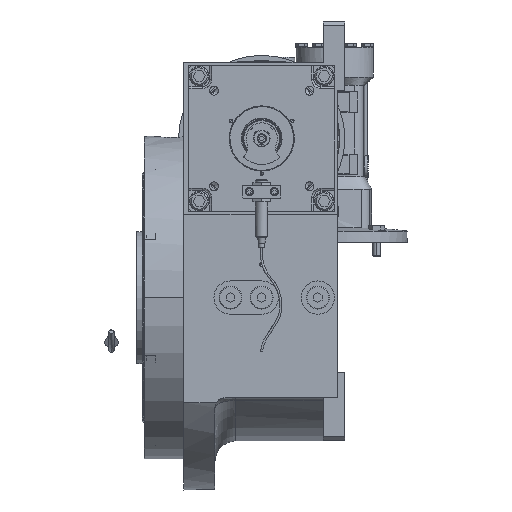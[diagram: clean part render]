
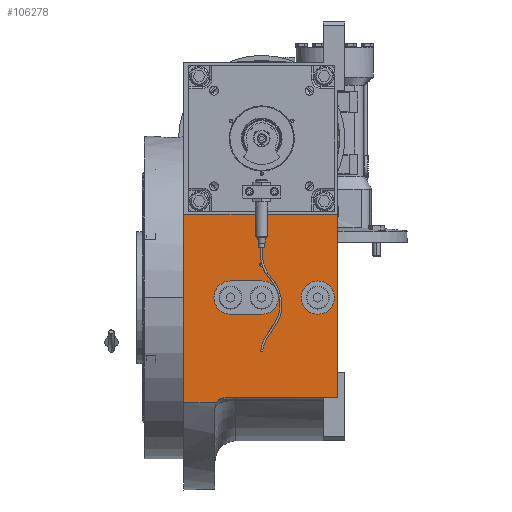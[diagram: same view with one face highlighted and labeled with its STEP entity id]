
A CAD part, left-side view. The second image highlights one B-rep face of the part: STEP entity #106278.
In plain terms, the highlighted planar face has unit normal (-1, 0, 0).
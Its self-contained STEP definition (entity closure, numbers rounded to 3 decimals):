
#775 = DIRECTION ( 'NONE',  ( -1., 0., 0. ) ) ;
#2127 = EDGE_CURVE ( 'NONE', #72008, #63524, #35400, .T. ) ;
#2275 = DIRECTION ( 'NONE',  ( 0., 0., 1. ) ) ;
#2905 = VECTOR ( 'NONE', #71045, 1000. ) ;
#3501 = CARTESIAN_POINT ( 'NONE',  ( -155., -2.1, 60. ) ) ;
#3870 = DIRECTION ( 'NONE',  ( 1., 0., 0. ) ) ;
#4817 = CARTESIAN_POINT ( 'NONE',  ( -155., -70., 0. ) ) ;
#4833 = AXIS2_PLACEMENT_3D ( 'NONE', #93559, #10063, #105150 ) ;
#5788 = EDGE_CURVE ( 'NONE', #26013, #23979, #64382, .T. ) ;
#7099 = CARTESIAN_POINT ( 'NONE',  ( -155., -73., 80. ) ) ;
#7143 = ORIENTED_EDGE ( 'NONE', *, *, #114829, .F. ) ;
#9887 = ORIENTED_EDGE ( 'NONE', *, *, #13070, .T. ) ;
#10063 = DIRECTION ( 'NONE',  ( -1., 0., 0. ) ) ;
#12608 = EDGE_CURVE ( 'NONE', #42693, #54371, #74423, .T. ) ;
#13070 = EDGE_CURVE ( 'NONE', #82989, #76678, #29321, .T. ) ;
#13899 = DIRECTION ( 'NONE',  ( 0., 1., 0. ) ) ;
#14643 = EDGE_LOOP ( 'NONE', ( #86553, #37842 ) ) ;
#14684 = LINE ( 'NONE', #128885, #104367 ) ;
#14686 = AXIS2_PLACEMENT_3D ( 'NONE', #134326, #70785, #102256 ) ;
#14704 = VECTOR ( 'NONE', #13899, 1000. ) ;
#14861 = CARTESIAN_POINT ( 'NONE',  ( -155., 75., 80. ) ) ;
#15315 = AXIS2_PLACEMENT_3D ( 'NONE', #19907, #75116, #116794 ) ;
#15411 = AXIS2_PLACEMENT_3D ( 'NONE', #50688, #134732, #19872 ) ;
#15939 = LINE ( 'NONE', #128770, #14704 ) ;
#17791 = EDGE_CURVE ( 'NONE', #82989, #56038, #41580, .T. ) ;
#19232 = DIRECTION ( 'NONE',  ( 1., 0., 0. ) ) ;
#19535 = VECTOR ( 'NONE', #61013, 1000. ) ;
#19872 = DIRECTION ( 'NONE',  ( 0., 1., 0. ) ) ;
#19907 = CARTESIAN_POINT ( 'NONE',  ( -155., 0., 60. ) ) ;
#21726 = EDGE_CURVE ( 'NONE', #65017, #36463, #78742, .T. ) ;
#23979 = VERTEX_POINT ( 'NONE', #59546 ) ;
#25082 = EDGE_CURVE ( 'NONE', #63524, #110853, #46403, .T. ) ;
#25247 = VECTOR ( 'NONE', #2275, 1000. ) ;
#26013 = VERTEX_POINT ( 'NONE', #47116 ) ;
#27086 = ORIENTED_EDGE ( 'NONE', *, *, #25082, .F. ) ;
#27946 = CARTESIAN_POINT ( 'NONE',  ( -155., -73., -96. ) ) ;
#28009 = CARTESIAN_POINT ( 'NONE',  ( -155., -73., -100.995 ) ) ;
#28427 = AXIS2_PLACEMENT_3D ( 'NONE', #75771, #19232, #134111 ) ;
#28642 = ORIENTED_EDGE ( 'NONE', *, *, #45854, .T. ) ;
#29321 = LINE ( 'NONE', #27946, #2905 ) ;
#29404 = ORIENTED_EDGE ( 'NONE', *, *, #91672, .T. ) ;
#30419 = ORIENTED_EDGE ( 'NONE', *, *, #120240, .F. ) ;
#32225 = CARTESIAN_POINT ( 'NONE',  ( -155., 2.1, 60. ) ) ;
#33102 = CIRCLE ( 'NONE', #83289, 16. ) ;
#33615 = ORIENTED_EDGE ( 'NONE', *, *, #21726, .F. ) ;
#35400 = LINE ( 'NONE', #128395, #50764 ) ;
#36463 = VERTEX_POINT ( 'NONE', #4817 ) ;
#37133 = CIRCLE ( 'NONE', #28427, 2.1 ) ;
#37842 = ORIENTED_EDGE ( 'NONE', *, *, #5788, .T. ) ;
#38297 = FACE_BOUND ( 'NONE', #80594, .T. ) ;
#41580 = LINE ( 'NONE', #93587, #89079 ) ;
#42693 = VERTEX_POINT ( 'NONE', #32225 ) ;
#45649 = CARTESIAN_POINT ( 'NONE',  ( -155., 0., 32. ) ) ;
#45854 = EDGE_CURVE ( 'NONE', #76678, #46085, #116150, .T. ) ;
#46085 = VERTEX_POINT ( 'NONE', #14861 ) ;
#46403 = CIRCLE ( 'NONE', #4833, 16. ) ;
#47116 = CARTESIAN_POINT ( 'NONE',  ( -155., -2.1, 32. ) ) ;
#48554 = FACE_OUTER_BOUND ( 'NONE', #131780, .T. ) ;
#49059 = AXIS2_PLACEMENT_3D ( 'NONE', #45649, #3870, #87364 ) ;
#50531 = CARTESIAN_POINT ( 'NONE',  ( -155., -38., 0. ) ) ;
#50688 = CARTESIAN_POINT ( 'NONE',  ( -155., 0., 60. ) ) ;
#50764 = VECTOR ( 'NONE', #66870, 1000. ) ;
#53865 = DIRECTION ( 'NONE',  ( 0., 1., 0. ) ) ;
#54371 = VERTEX_POINT ( 'NONE', #3501 ) ;
#56038 = VERTEX_POINT ( 'NONE', #96997 ) ;
#56431 = DIRECTION ( 'NONE',  ( 0., 1., 0. ) ) ;
#58515 = ORIENTED_EDGE ( 'NONE', *, *, #17791, .F. ) ;
#59499 = DIRECTION ( 'NONE',  ( -1., 0., 0. ) ) ;
#59546 = CARTESIAN_POINT ( 'NONE',  ( -155., 2.1, 32. ) ) ;
#60309 = VERTEX_POINT ( 'NONE', #115387 ) ;
#60724 = DIRECTION ( 'NONE',  ( 0., 1., 0. ) ) ;
#61013 = DIRECTION ( 'NONE',  ( 0., 1., 0. ) ) ;
#63524 = VERTEX_POINT ( 'NONE', #102167 ) ;
#64382 = CIRCLE ( 'NONE', #49059, 2.1 ) ;
#65017 = VERTEX_POINT ( 'NONE', #50531 ) ;
#65770 = DIRECTION ( 'NONE',  ( 0., -1., 0. ) ) ;
#66870 = DIRECTION ( 'NONE',  ( 0., -1., 0. ) ) ;
#67582 = VERTEX_POINT ( 'NONE', #112510 ) ;
#67715 = FACE_BOUND ( 'NONE', #14643, .T. ) ;
#70785 = DIRECTION ( 'NONE',  ( 1., 0., 0. ) ) ;
#70986 = DIRECTION ( 'NONE',  ( -1., 0., 0. ) ) ;
#71045 = DIRECTION ( 'NONE',  ( 0., 0., 1. ) ) ;
#72008 = VERTEX_POINT ( 'NONE', #133513 ) ;
#73717 = CIRCLE ( 'NONE', #14686, 10. ) ;
#74338 = CIRCLE ( 'NONE', #15315, 2.1 ) ;
#74423 = CIRCLE ( 'NONE', #15411, 2.1 ) ;
#75116 = DIRECTION ( 'NONE',  ( 1., 0., 0. ) ) ;
#75548 = CARTESIAN_POINT ( 'NONE',  ( -155., 75., -100.995 ) ) ;
#75771 = CARTESIAN_POINT ( 'NONE',  ( -155., 0., 32. ) ) ;
#75860 = ORIENTED_EDGE ( 'NONE', *, *, #104956, .T. ) ;
#75939 = AXIS2_PLACEMENT_3D ( 'NONE', #103452, #134819, #112309 ) ;
#76297 = AXIS2_PLACEMENT_3D ( 'NONE', #133166, #70986, #60724 ) ;
#76678 = VERTEX_POINT ( 'NONE', #7099 ) ;
#77506 = ORIENTED_EDGE ( 'NONE', *, *, #107835, .F. ) ;
#78742 = CIRCLE ( 'NONE', #76297, 16. ) ;
#79937 = ORIENTED_EDGE ( 'NONE', *, *, #92120, .F. ) ;
#80594 = EDGE_LOOP ( 'NONE', ( #134912, #75860 ) ) ;
#82989 = VERTEX_POINT ( 'NONE', #133956 ) ;
#83289 = AXIS2_PLACEMENT_3D ( 'NONE', #95897, #775, #65770 ) ;
#86553 = ORIENTED_EDGE ( 'NONE', *, *, #104946, .T. ) ;
#87287 = CARTESIAN_POINT ( 'NONE',  ( -155., 75., -100.995 ) ) ;
#87364 = DIRECTION ( 'NONE',  ( 0., -1., 0. ) ) ;
#89079 = VECTOR ( 'NONE', #53865, 1000. ) ;
#89278 = VERTEX_POINT ( 'NONE', #87287 ) ;
#89579 = FACE_BOUND ( 'NONE', #129092, .T. ) ;
#90260 = PLANE ( 'NONE',  #109142 ) ;
#91672 = EDGE_CURVE ( 'NONE', #60309, #56038, #73717, .T. ) ;
#91873 = ORIENTED_EDGE ( 'NONE', *, *, #116774, .F. ) ;
#92120 = EDGE_CURVE ( 'NONE', #67582, #72008, #132721, .T. ) ;
#93559 = CARTESIAN_POINT ( 'NONE',  ( -155., 0., 0. ) ) ;
#93587 = CARTESIAN_POINT ( 'NONE',  ( -155., -73., -96. ) ) ;
#95897 = CARTESIAN_POINT ( 'NONE',  ( -155., -54., 0. ) ) ;
#96057 = LINE ( 'NONE', #75548, #25247 ) ;
#96997 = CARTESIAN_POINT ( 'NONE',  ( -155., 35., -96. ) ) ;
#101230 = DIRECTION ( 'NONE',  ( 0., 0., 1. ) ) ;
#102167 = CARTESIAN_POINT ( 'NONE',  ( -155., 0., -16. ) ) ;
#102256 = DIRECTION ( 'NONE',  ( 0., 0.866, 0.5 ) ) ;
#103452 = CARTESIAN_POINT ( 'NONE',  ( -155., 30., 0. ) ) ;
#104367 = VECTOR ( 'NONE', #56431, 1000. ) ;
#104946 = EDGE_CURVE ( 'NONE', #23979, #26013, #37133, .T. ) ;
#104956 = EDGE_CURVE ( 'NONE', #54371, #42693, #74338, .T. ) ;
#105150 = DIRECTION ( 'NONE',  ( 0., 0., -1. ) ) ;
#106278 = ADVANCED_FACE ( 'NONE', ( #89579, #121021, #67715, #38297, #48554 ), #90260, .T. ) ;
#107835 = EDGE_CURVE ( 'NONE', #36463, #65017, #33102, .T. ) ;
#109142 = AXIS2_PLACEMENT_3D ( 'NONE', #28009, #59499, #101230 ) ;
#110853 = VERTEX_POINT ( 'NONE', #122877 ) ;
#112309 = DIRECTION ( 'NONE',  ( 0., 0., 1. ) ) ;
#112510 = CARTESIAN_POINT ( 'NONE',  ( -155., 30., 16. ) ) ;
#114829 = EDGE_CURVE ( 'NONE', #89278, #46085, #96057, .T. ) ;
#115387 = CARTESIAN_POINT ( 'NONE',  ( -155., 43.657, -100.995 ) ) ;
#116150 = LINE ( 'NONE', #116815, #19535 ) ;
#116774 = EDGE_CURVE ( 'NONE', #60309, #89278, #14684, .T. ) ;
#116794 = DIRECTION ( 'NONE',  ( 0., -1., 0. ) ) ;
#116815 = CARTESIAN_POINT ( 'NONE',  ( -155., -73., 80. ) ) ;
#119084 = ORIENTED_EDGE ( 'NONE', *, *, #2127, .F. ) ;
#120240 = EDGE_CURVE ( 'NONE', #110853, #67582, #15939, .T. ) ;
#121021 = FACE_BOUND ( 'NONE', #133054, .T. ) ;
#122877 = CARTESIAN_POINT ( 'NONE',  ( -155., 0., 16. ) ) ;
#128395 = CARTESIAN_POINT ( 'NONE',  ( -155., 30., -16. ) ) ;
#128770 = CARTESIAN_POINT ( 'NONE',  ( -155., 0., 16. ) ) ;
#128885 = CARTESIAN_POINT ( 'NONE',  ( -155., 43.657, -100.995 ) ) ;
#129092 = EDGE_LOOP ( 'NONE', ( #30419, #27086, #119084, #79937 ) ) ;
#131780 = EDGE_LOOP ( 'NONE', ( #9887, #28642, #7143, #91873, #29404, #58515 ) ) ;
#132721 = CIRCLE ( 'NONE', #75939, 16. ) ;
#133054 = EDGE_LOOP ( 'NONE', ( #77506, #33615 ) ) ;
#133166 = CARTESIAN_POINT ( 'NONE',  ( -155., -54., 0. ) ) ;
#133513 = CARTESIAN_POINT ( 'NONE',  ( -155., 30., -16. ) ) ;
#133956 = CARTESIAN_POINT ( 'NONE',  ( -155., -73., -96. ) ) ;
#134111 = DIRECTION ( 'NONE',  ( 0., 1., 0. ) ) ;
#134326 = CARTESIAN_POINT ( 'NONE',  ( -155., 35., -106. ) ) ;
#134732 = DIRECTION ( 'NONE',  ( 1., 0., 0. ) ) ;
#134819 = DIRECTION ( 'NONE',  ( -1., 0., 0. ) ) ;
#134912 = ORIENTED_EDGE ( 'NONE', *, *, #12608, .T. ) ;
